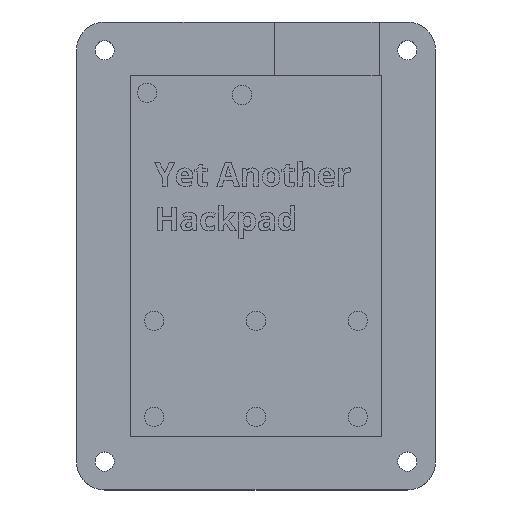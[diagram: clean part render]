
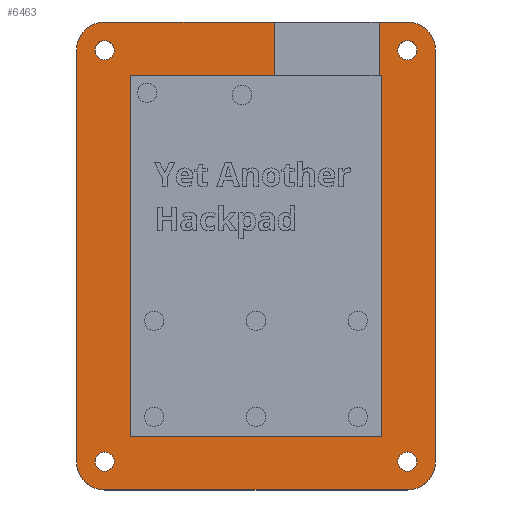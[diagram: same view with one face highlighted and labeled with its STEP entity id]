
A CAD part, top view. The second image highlights one B-rep face of the part: STEP entity #6463.
In plain terms, the highlighted planar face has unit normal (0, 0, 1).
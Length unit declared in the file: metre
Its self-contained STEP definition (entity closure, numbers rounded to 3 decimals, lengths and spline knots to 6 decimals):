
#330=LINE('',#9163,#951);
#331=LINE('',#9165,#952);
#335=LINE('',#9174,#956);
#339=LINE('',#9187,#960);
#340=LINE('',#9191,#961);
#341=LINE('',#9192,#962);
#342=LINE('',#9194,#963);
#343=LINE('',#9196,#964);
#344=LINE('',#9198,#965);
#345=LINE('',#9200,#966);
#346=LINE('',#9203,#967);
#347=LINE('',#9207,#968);
#951=VECTOR('',#7375,1.);
#952=VECTOR('',#7378,1.);
#956=VECTOR('',#7382,1.);
#960=VECTOR('',#7394,1.);
#961=VECTOR('',#7397,1.);
#962=VECTOR('',#7398,1.);
#963=VECTOR('',#7399,1.);
#964=VECTOR('',#7400,1.);
#965=VECTOR('',#7401,1.);
#966=VECTOR('',#7402,1.);
#967=VECTOR('',#7405,1.);
#968=VECTOR('',#7408,1.);
#1464=CIRCLE('',#6878,0.0017);
#1466=CIRCLE('',#6881,0.005);
#1467=CIRCLE('',#6882,0.005);
#1468=CIRCLE('',#6883,0.005);
#1469=CIRCLE('',#6884,0.005);
#1470=CIRCLE('',#6885,0.0017);
#1471=CIRCLE('',#6886,0.0017);
#1472=CIRCLE('',#6887,0.0017);
#1798=ORIENTED_EDGE('',*,*,#3759,.F.);
#1799=ORIENTED_EDGE('',*,*,#3760,.T.);
#1800=ORIENTED_EDGE('',*,*,#3749,.F.);
#1801=ORIENTED_EDGE('',*,*,#3761,.T.);
#1802=ORIENTED_EDGE('',*,*,#3748,.T.);
#1803=ORIENTED_EDGE('',*,*,#3762,.F.);
#1804=ORIENTED_EDGE('',*,*,#3763,.F.);
#1805=ORIENTED_EDGE('',*,*,#3764,.T.);
#1806=ORIENTED_EDGE('',*,*,#3765,.T.);
#1807=ORIENTED_EDGE('',*,*,#3766,.F.);
#1808=ORIENTED_EDGE('',*,*,#3753,.F.);
#1809=ORIENTED_EDGE('',*,*,#3767,.T.);
#1810=ORIENTED_EDGE('',*,*,#3768,.T.);
#1811=ORIENTED_EDGE('',*,*,#3769,.T.);
#1812=ORIENTED_EDGE('',*,*,#3770,.T.);
#1813=ORIENTED_EDGE('',*,*,#3771,.T.);
#1814=ORIENTED_EDGE('',*,*,#3757,.F.);
#1815=ORIENTED_EDGE('',*,*,#3772,.F.);
#1816=ORIENTED_EDGE('',*,*,#3773,.F.);
#1817=ORIENTED_EDGE('',*,*,#3774,.F.);
#3748=EDGE_CURVE('',#4727,#4728,#330,.T.);
#3749=EDGE_CURVE('',#4729,#4730,#331,.T.);
#3753=EDGE_CURVE('',#4733,#4734,#335,.T.);
#3757=EDGE_CURVE('',#4737,#4737,#1464,.T.);
#3759=EDGE_CURVE('',#4739,#4740,#339,.T.);
#3760=EDGE_CURVE('',#4739,#4730,#1466,.T.);
#3761=EDGE_CURVE('',#4729,#4727,#340,.T.);
#3762=EDGE_CURVE('',#4741,#4728,#341,.T.);
#3763=EDGE_CURVE('',#4742,#4741,#342,.T.);
#3764=EDGE_CURVE('',#4742,#4743,#343,.T.);
#3765=EDGE_CURVE('',#4743,#4744,#344,.T.);
#3766=EDGE_CURVE('',#4734,#4744,#345,.T.);
#3767=EDGE_CURVE('',#4733,#4745,#1467,.T.);
#3768=EDGE_CURVE('',#4745,#4746,#346,.T.);
#3769=EDGE_CURVE('',#4746,#4747,#1468,.T.);
#3770=EDGE_CURVE('',#4747,#4748,#347,.T.);
#3771=EDGE_CURVE('',#4748,#4740,#1469,.T.);
#3772=EDGE_CURVE('',#4749,#4749,#1470,.T.);
#3773=EDGE_CURVE('',#4750,#4750,#1471,.T.);
#3774=EDGE_CURVE('',#4751,#4751,#1472,.T.);
#4727=VERTEX_POINT('',#9160);
#4728=VERTEX_POINT('',#9162);
#4729=VERTEX_POINT('',#9166);
#4730=VERTEX_POINT('',#9167);
#4733=VERTEX_POINT('',#9173);
#4734=VERTEX_POINT('',#9175);
#4737=VERTEX_POINT('',#9183);
#4739=VERTEX_POINT('',#9188);
#4740=VERTEX_POINT('',#9189);
#4741=VERTEX_POINT('',#9193);
#4742=VERTEX_POINT('',#9195);
#4743=VERTEX_POINT('',#9197);
#4744=VERTEX_POINT('',#9199);
#4745=VERTEX_POINT('',#9202);
#4746=VERTEX_POINT('',#9204);
#4747=VERTEX_POINT('',#9206);
#4748=VERTEX_POINT('',#9208);
#4749=VERTEX_POINT('',#9211);
#4750=VERTEX_POINT('',#9213);
#4751=VERTEX_POINT('',#9215);
#5431=EDGE_LOOP('',(#1798,#1799,#1800,#1801,#1802,#1803,#1804,#1805,#1806,
#1807,#1808,#1809,#1810,#1811,#1812,#1813));
#5432=EDGE_LOOP('',(#1814));
#5433=EDGE_LOOP('',(#1815));
#5434=EDGE_LOOP('',(#1816));
#5435=EDGE_LOOP('',(#1817));
#5864=FACE_BOUND('',#5431,.T.);
#5865=FACE_BOUND('',#5432,.T.);
#5866=FACE_BOUND('',#5433,.T.);
#5867=FACE_BOUND('',#5434,.T.);
#5868=FACE_BOUND('',#5435,.T.);
#6270=PLANE('',#6880);
#6463=ADVANCED_FACE('',(#5864,#5865,#5866,#5867,#5868),#6270,.T.);
#6878=AXIS2_PLACEMENT_3D('',#9182,#7388,#7389);
#6880=AXIS2_PLACEMENT_3D('',#9186,#7392,#7393);
#6881=AXIS2_PLACEMENT_3D('',#9190,#7395,#7396);
#6882=AXIS2_PLACEMENT_3D('',#9201,#7403,#7404);
#6883=AXIS2_PLACEMENT_3D('',#9205,#7406,#7407);
#6884=AXIS2_PLACEMENT_3D('',#9209,#7409,#7410);
#6885=AXIS2_PLACEMENT_3D('',#9210,#7411,#7412);
#6886=AXIS2_PLACEMENT_3D('',#9212,#7413,#7414);
#6887=AXIS2_PLACEMENT_3D('',#9214,#7415,#7416);
#7375=DIRECTION('',(1.,0.,0.));
#7378=DIRECTION('',(1.,0.,0.));
#7382=DIRECTION('',(1.,0.,0.));
#7388=DIRECTION('',(0.,0.,1.));
#7389=DIRECTION('',(1.,0.,0.));
#7392=DIRECTION('',(0.,0.,1.));
#7393=DIRECTION('',(1.,0.,0.));
#7394=DIRECTION('',(0.,-1.,0.));
#7395=DIRECTION('',(0.,0.,1.));
#7396=DIRECTION('',(1.,0.,0.));
#7397=DIRECTION('',(0.,-1.,0.));
#7398=DIRECTION('',(0.,1.,0.));
#7399=DIRECTION('',(1.,0.,0.));
#7400=DIRECTION('',(0.,1.,0.));
#7401=DIRECTION('',(1.,0.,0.));
#7402=DIRECTION('',(0.,-1.,0.));
#7403=DIRECTION('',(0.,0.,1.));
#7404=DIRECTION('',(1.,0.,0.));
#7405=DIRECTION('',(0.,-1.,0.));
#7406=DIRECTION('',(0.,0.,1.));
#7407=DIRECTION('',(1.,0.,0.));
#7408=DIRECTION('',(1.,0.,0.));
#7409=DIRECTION('',(0.,0.,1.));
#7410=DIRECTION('',(1.,0.,0.));
#7411=DIRECTION('',(0.,0.,1.));
#7412=DIRECTION('',(1.,0.,0.));
#7413=DIRECTION('',(0.,0.,1.));
#7414=DIRECTION('',(1.,0.,0.));
#7415=DIRECTION('',(0.,0.,1.));
#7416=DIRECTION('',(1.,0.,0.));
#9160=CARTESIAN_POINT('',(0.063119,0.07839,0.013));
#9162=CARTESIAN_POINT('',(0.063619,0.07839,0.013));
#9163=CARTESIAN_POINT('',(0.041369,0.07839,0.013));
#9165=CARTESIAN_POINT('',(0.041369,0.08789,0.013));
#9166=CARTESIAN_POINT('',(0.063119,0.08789,0.013));
#9167=CARTESIAN_POINT('',(0.068119,0.08789,0.013));
#9173=CARTESIAN_POINT('',(0.014619,0.08789,0.013));
#9174=CARTESIAN_POINT('',(0.041369,0.08789,0.013));
#9175=CARTESIAN_POINT('',(0.044619,0.08789,0.013));
#9182=CARTESIAN_POINT('',(0.068119,0.01019,0.013));
#9183=CARTESIAN_POINT('',(0.069819,0.01019,0.013));
#9186=CARTESIAN_POINT('',(0.041369,0.04654,0.013));
#9187=CARTESIAN_POINT('',(0.073119,0.04654,0.013));
#9188=CARTESIAN_POINT('',(0.073119,0.08289,0.013));
#9189=CARTESIAN_POINT('',(0.073119,0.01019,0.013));
#9190=CARTESIAN_POINT('',(0.068119,0.08289,0.013));
#9191=CARTESIAN_POINT('',(0.063119,0.08314,0.013));
#9192=CARTESIAN_POINT('',(0.063619,0.04654,0.013));
#9193=CARTESIAN_POINT('',(0.063619,0.01469,0.013));
#9194=CARTESIAN_POINT('',(0.041369,0.01469,0.013));
#9195=CARTESIAN_POINT('',(0.019119,0.01469,0.013));
#9196=CARTESIAN_POINT('',(0.019119,0.04654,0.013));
#9197=CARTESIAN_POINT('',(0.019119,0.07839,0.013));
#9198=CARTESIAN_POINT('',(0.041369,0.07839,0.013));
#9199=CARTESIAN_POINT('',(0.044619,0.07839,0.013));
#9200=CARTESIAN_POINT('',(0.044619,0.08314,0.013));
#9201=CARTESIAN_POINT('',(0.014619,0.08289,0.013));
#9202=CARTESIAN_POINT('',(0.009619,0.08289,0.013));
#9203=CARTESIAN_POINT('',(0.009619,0.04654,0.013));
#9204=CARTESIAN_POINT('',(0.009619,0.01019,0.013));
#9205=CARTESIAN_POINT('',(0.014619,0.01019,0.013));
#9206=CARTESIAN_POINT('',(0.014619,0.00519,0.013));
#9207=CARTESIAN_POINT('',(0.041369,0.00519,0.013));
#9208=CARTESIAN_POINT('',(0.068119,0.00519,0.013));
#9209=CARTESIAN_POINT('',(0.068119,0.01019,0.013));
#9210=CARTESIAN_POINT('',(0.014619,0.08289,0.013));
#9211=CARTESIAN_POINT('',(0.016319,0.08289,0.013));
#9212=CARTESIAN_POINT('',(0.014619,0.01019,0.013));
#9213=CARTESIAN_POINT('',(0.016319,0.01019,0.013));
#9214=CARTESIAN_POINT('',(0.068119,0.08289,0.013));
#9215=CARTESIAN_POINT('',(0.069819,0.08289,0.013));
